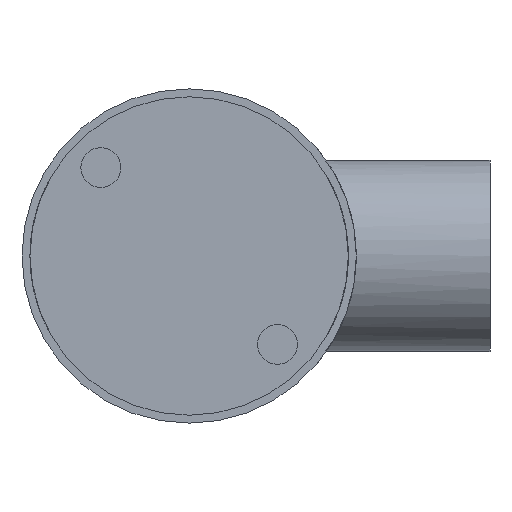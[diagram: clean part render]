
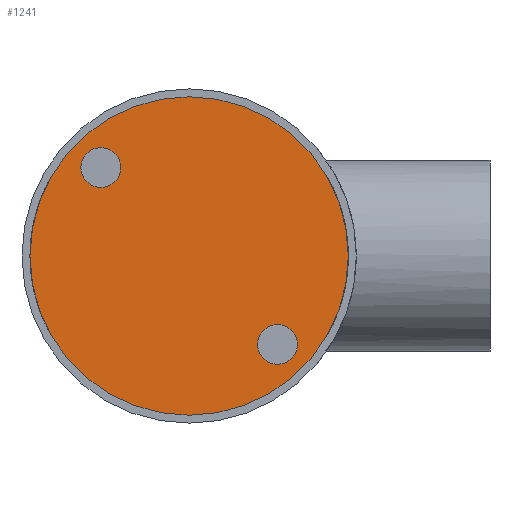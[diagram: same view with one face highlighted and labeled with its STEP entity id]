
A CAD part, front view. The second image highlights one B-rep face of the part: STEP entity #1241.
In plain terms, the highlighted planar face has unit normal (0, -1, 0).
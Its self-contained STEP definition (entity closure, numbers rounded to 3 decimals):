
#28 = FACE_BOUND ( 'NONE', #161, .T. ) ;
#54 = CARTESIAN_POINT ( 'NONE',  ( 11.1, -34.85, -13.6 ) ) ;
#109 = EDGE_CURVE ( 'NONE', #876, #189, #695, .T. ) ;
#131 = PLANE ( 'NONE',  #1097 ) ;
#145 = DIRECTION ( 'NONE',  ( 0., -1., 0. ) ) ;
#161 = EDGE_LOOP ( 'NONE', ( #1376, #1514 ) ) ;
#189 = VERTEX_POINT ( 'NONE', #507 ) ;
#217 = VERTEX_POINT ( 'NONE', #843 ) ;
#255 = FACE_OUTER_BOUND ( 'NONE', #1440, .T. ) ;
#272 = CIRCLE ( 'NONE', #1212, 2.5 ) ;
#292 = DIRECTION ( 'NONE',  ( 0., -1., 0. ) ) ;
#329 = DIRECTION ( 'NONE',  ( 0., 0., 1. ) ) ;
#344 = CIRCLE ( 'NONE', #1103, 2.5 ) ;
#411 = CARTESIAN_POINT ( 'NONE',  ( -11.1, -34.85, 11.1 ) ) ;
#491 = DIRECTION ( 'NONE',  ( 0., 0., 1. ) ) ;
#496 = EDGE_CURVE ( 'NONE', #189, #876, #272, .T. ) ;
#507 = CARTESIAN_POINT ( 'NONE',  ( 11.1, -34.85, -8.6 ) ) ;
#513 = AXIS2_PLACEMENT_3D ( 'NONE', #411, #292, #1468 ) ;
#566 = CIRCLE ( 'NONE', #759, 20. ) ;
#572 = ORIENTED_EDGE ( 'NONE', *, *, #922, .F. ) ;
#574 = DIRECTION ( 'NONE',  ( 0., 0., 1. ) ) ;
#596 = CARTESIAN_POINT ( 'NONE',  ( 0., -34.85, 0. ) ) ;
#619 = DIRECTION ( 'NONE',  ( 0., -1., 0. ) ) ;
#695 = CIRCLE ( 'NONE', #719, 2.5 ) ;
#708 = ORIENTED_EDGE ( 'NONE', *, *, #496, .F. ) ;
#709 = CARTESIAN_POINT ( 'NONE',  ( 11.1, -34.85, -11.1 ) ) ;
#712 = CIRCLE ( 'NONE', #905, 20. ) ;
#719 = AXIS2_PLACEMENT_3D ( 'NONE', #709, #145, #938 ) ;
#725 = DIRECTION ( 'NONE',  ( 0., 0., 1. ) ) ;
#759 = AXIS2_PLACEMENT_3D ( 'NONE', #1407, #1156, #574 ) ;
#843 = CARTESIAN_POINT ( 'NONE',  ( 0., -34.85, 20. ) ) ;
#847 = CARTESIAN_POINT ( 'NONE',  ( -11.1, -34.85, 11.1 ) ) ;
#854 = EDGE_CURVE ( 'NONE', #1388, #912, #1181, .T. ) ;
#876 = VERTEX_POINT ( 'NONE', #54 ) ;
#905 = AXIS2_PLACEMENT_3D ( 'NONE', #596, #1060, #329 ) ;
#912 = VERTEX_POINT ( 'NONE', #1017 ) ;
#922 = EDGE_CURVE ( 'NONE', #1205, #217, #712, .T. ) ;
#926 = CARTESIAN_POINT ( 'NONE',  ( 0., -34.85, -20. ) ) ;
#938 = DIRECTION ( 'NONE',  ( 0., 0., 1. ) ) ;
#978 = EDGE_CURVE ( 'NONE', #217, #1205, #566, .T. ) ;
#1017 = CARTESIAN_POINT ( 'NONE',  ( -11.1, -34.85, 8.6 ) ) ;
#1060 = DIRECTION ( 'NONE',  ( 0., 1., 0. ) ) ;
#1097 = AXIS2_PLACEMENT_3D ( 'NONE', #1324, #1109, #725 ) ;
#1103 = AXIS2_PLACEMENT_3D ( 'NONE', #847, #1462, #1438 ) ;
#1109 = DIRECTION ( 'NONE',  ( 0., 1., 0. ) ) ;
#1151 = CARTESIAN_POINT ( 'NONE',  ( -11.1, -34.85, 13.6 ) ) ;
#1156 = DIRECTION ( 'NONE',  ( 0., 1., 0. ) ) ;
#1181 = CIRCLE ( 'NONE', #513, 2.5 ) ;
#1184 = CARTESIAN_POINT ( 'NONE',  ( 11.1, -34.85, -11.1 ) ) ;
#1205 = VERTEX_POINT ( 'NONE', #926 ) ;
#1212 = AXIS2_PLACEMENT_3D ( 'NONE', #1184, #619, #491 ) ;
#1227 = ORIENTED_EDGE ( 'NONE', *, *, #978, .F. ) ;
#1229 = FACE_BOUND ( 'NONE', #1335, .T. ) ;
#1232 = ORIENTED_EDGE ( 'NONE', *, *, #109, .F. ) ;
#1241 = ADVANCED_FACE ( 'NONE', ( #28, #1229, #255 ), #131, .F. ) ;
#1289 = EDGE_CURVE ( 'NONE', #912, #1388, #344, .T. ) ;
#1324 = CARTESIAN_POINT ( 'NONE',  ( 0., -34.85, 0. ) ) ;
#1335 = EDGE_LOOP ( 'NONE', ( #1232, #708 ) ) ;
#1376 = ORIENTED_EDGE ( 'NONE', *, *, #1289, .F. ) ;
#1388 = VERTEX_POINT ( 'NONE', #1151 ) ;
#1407 = CARTESIAN_POINT ( 'NONE',  ( 0., -34.85, 0. ) ) ;
#1438 = DIRECTION ( 'NONE',  ( 0., 0., -1. ) ) ;
#1440 = EDGE_LOOP ( 'NONE', ( #572, #1227 ) ) ;
#1462 = DIRECTION ( 'NONE',  ( 0., -1., 0. ) ) ;
#1468 = DIRECTION ( 'NONE',  ( 0., 0., -1. ) ) ;
#1514 = ORIENTED_EDGE ( 'NONE', *, *, #854, .F. ) ;
